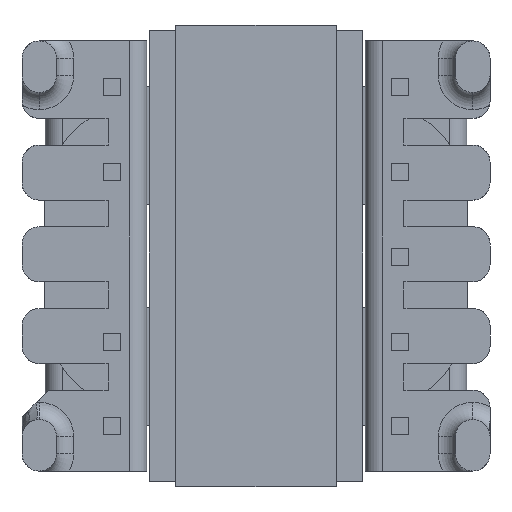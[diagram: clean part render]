
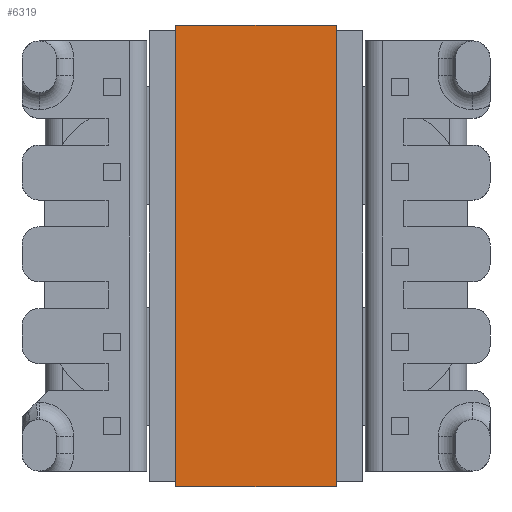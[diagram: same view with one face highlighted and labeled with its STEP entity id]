
A CAD part, front view. The second image highlights one B-rep face of the part: STEP entity #6319.
In plain terms, the highlighted face is planar.
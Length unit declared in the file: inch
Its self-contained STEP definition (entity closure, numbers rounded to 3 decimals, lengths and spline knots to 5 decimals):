
#105 = VERTEX_POINT ( 'NONE', #5239 ) ;
#166 = LINE ( 'NONE', #6031, #2144 ) ;
#177 = VECTOR ( 'NONE', #2689, 39.37008 ) ;
#511 = VECTOR ( 'NONE', #5280, 39.37008 ) ;
#875 = CARTESIAN_POINT ( 'NONE',  ( -0.0063, 0.0063, -0.18701 ) ) ;
#985 = EDGE_LOOP ( 'NONE', ( #2784, #6259, #3080, #5349 ) ) ;
#1046 = EDGE_CURVE ( 'NONE', #4783, #6102, #4928, .T. ) ;
#1668 = PLANE ( 'NONE',  #2990 ) ;
#2144 = VECTOR ( 'NONE', #5458, 39.37008 ) ;
#2689 = DIRECTION ( 'NONE',  ( 0., -1., 0. ) ) ;
#2693 = EDGE_CURVE ( 'NONE', #4783, #105, #4139, .T. ) ;
#2784 = ORIENTED_EDGE ( 'NONE', *, *, #5336, .F. ) ;
#2786 = DIRECTION ( 'NONE',  ( -1., 0., 0. ) ) ;
#2990 = AXIS2_PLACEMENT_3D ( 'NONE', #6453, #2786, #7581 ) ;
#3080 = ORIENTED_EDGE ( 'NONE', *, *, #1046, .T. ) ;
#3172 = DIRECTION ( 'NONE',  ( 0., -1., 0. ) ) ;
#3886 = CARTESIAN_POINT ( 'NONE',  ( -0.0063, -0.53031, 0. ) ) ;
#4139 = LINE ( 'NONE', #4774, #511 ) ;
#4159 = LINE ( 'NONE', #4862, #6133 ) ;
#4756 = EDGE_CURVE ( 'NONE', #6102, #5037, #166, .T. ) ;
#4774 = CARTESIAN_POINT ( 'NONE',  ( -0.0063, 0.0063, -0.18701 ) ) ;
#4783 = VERTEX_POINT ( 'NONE', #875 ) ;
#4862 = CARTESIAN_POINT ( 'NONE',  ( -0.0063, 0.0063, 0. ) ) ;
#4928 = LINE ( 'NONE', #6255, #177 ) ;
#5037 = VERTEX_POINT ( 'NONE', #3886 ) ;
#5239 = CARTESIAN_POINT ( 'NONE',  ( -0.0063, 0.0063, 0. ) ) ;
#5280 = DIRECTION ( 'NONE',  ( 0., 0., 1. ) ) ;
#5336 = EDGE_CURVE ( 'NONE', #105, #5037, #4159, .T. ) ;
#5349 = ORIENTED_EDGE ( 'NONE', *, *, #4756, .T. ) ;
#5458 = DIRECTION ( 'NONE',  ( 0., 0., 1. ) ) ;
#6031 = CARTESIAN_POINT ( 'NONE',  ( -0.0063, -0.53031, -0.18701 ) ) ;
#6102 = VERTEX_POINT ( 'NONE', #7314 ) ;
#6133 = VECTOR ( 'NONE', #3172, 39.37008 ) ;
#6255 = CARTESIAN_POINT ( 'NONE',  ( -0.0063, 0.0063, -0.18701 ) ) ;
#6259 = ORIENTED_EDGE ( 'NONE', *, *, #2693, .F. ) ;
#6319 = ADVANCED_FACE ( 'NONE', ( #6321 ), #1668, .T. ) ;
#6321 = FACE_OUTER_BOUND ( 'NONE', #985, .T. ) ;
#6453 = CARTESIAN_POINT ( 'NONE',  ( -0.0063, 0.0063, -0.18701 ) ) ;
#7314 = CARTESIAN_POINT ( 'NONE',  ( -0.0063, -0.53031, -0.18701 ) ) ;
#7581 = DIRECTION ( 'NONE',  ( 0., -1., 0. ) ) ;
